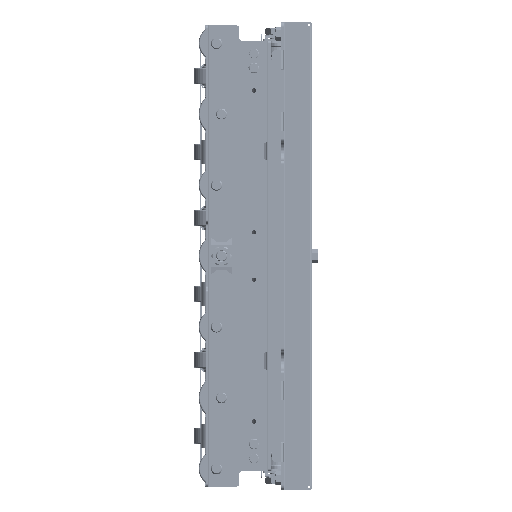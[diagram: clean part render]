
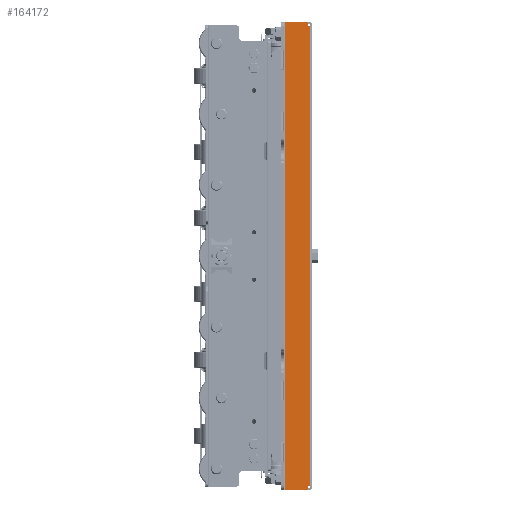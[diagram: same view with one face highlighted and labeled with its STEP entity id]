
A CAD part, left-side view. The second image highlights one B-rep face of the part: STEP entity #164172.
In plain terms, the highlighted planar face has unit normal (-1, 0, 0).
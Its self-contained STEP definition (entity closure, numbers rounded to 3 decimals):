
#7224=LINE('',#264281,#17134);
#7315=LINE('',#264534,#17225);
#7319=LINE('',#264542,#17229);
#7330=LINE('',#264569,#17240);
#7331=LINE('',#264571,#17241);
#7332=LINE('',#264573,#17242);
#7333=LINE('',#264575,#17243);
#7334=LINE('',#264576,#17244);
#17134=VECTOR('',#209772,24.4);
#17225=VECTOR('',#210019,2.3);
#17229=VECTOR('',#210027,4.6);
#17240=VECTOR('',#210052,485.8);
#17241=VECTOR('',#210053,2.3);
#17242=VECTOR('',#210054,4.6);
#17243=VECTOR('',#210055,24.4);
#17244=VECTOR('',#210056,495.);
#24536=PLANE('',#178092);
#36341=FACE_OUTER_BOUND('',#47156,.T.);
#47156=EDGE_LOOP('',(#122923,#122924,#122925,#122926,#122927,#122928,#122929,
#122930));
#74292=VERTEX_POINT('',#264278);
#74293=VERTEX_POINT('',#264280);
#74376=VERTEX_POINT('',#264531);
#74377=VERTEX_POINT('',#264533);
#74388=VERTEX_POINT('',#264568);
#74389=VERTEX_POINT('',#264570);
#74390=VERTEX_POINT('',#264572);
#74391=VERTEX_POINT('',#264574);
#92639=EDGE_CURVE('',#74292,#74293,#7224,.T.);
#92770=EDGE_CURVE('',#74377,#74376,#7315,.T.);
#92775=EDGE_CURVE('',#74292,#74377,#7319,.T.);
#92788=EDGE_CURVE('',#74388,#74376,#7330,.T.);
#92789=EDGE_CURVE('',#74388,#74389,#7331,.T.);
#92790=EDGE_CURVE('',#74389,#74390,#7332,.T.);
#92791=EDGE_CURVE('',#74391,#74390,#7333,.T.);
#92792=EDGE_CURVE('',#74391,#74293,#7334,.T.);
#122923=ORIENTED_EDGE('',*,*,#92775,.T.);
#122924=ORIENTED_EDGE('',*,*,#92770,.T.);
#122925=ORIENTED_EDGE('',*,*,#92788,.F.);
#122926=ORIENTED_EDGE('',*,*,#92789,.T.);
#122927=ORIENTED_EDGE('',*,*,#92790,.T.);
#122928=ORIENTED_EDGE('',*,*,#92791,.F.);
#122929=ORIENTED_EDGE('',*,*,#92792,.T.);
#122930=ORIENTED_EDGE('',*,*,#92639,.F.);
#164172=ADVANCED_FACE('',(#36341),#24536,.T.);
#178092=AXIS2_PLACEMENT_3D('',#264567,#210050,#210051);
#209772=DIRECTION('',(0.,1.,0.));
#210019=DIRECTION('',(0.,-1.,0.));
#210027=DIRECTION('',(0.,0.,1.));
#210050=DIRECTION('center_axis',(-1.,0.,0.));
#210051=DIRECTION('ref_axis',(0.,1.,0.));
#210052=DIRECTION('',(0.,0.,-1.));
#210053=DIRECTION('',(0.,1.,0.));
#210054=DIRECTION('',(0.,0.,1.));
#210055=DIRECTION('',(0.,-1.,0.));
#210056=DIRECTION('',(0.,0.,-1.));
#264278=CARTESIAN_POINT('',(-261.217,-42.778,-247.5));
#264280=CARTESIAN_POINT('',(-261.217,-18.378,-247.5));
#264281=CARTESIAN_POINT('',(-261.217,-18.378,-247.5));
#264531=CARTESIAN_POINT('',(-261.217,-45.078,-242.9));
#264533=CARTESIAN_POINT('',(-261.217,-42.778,-242.9));
#264534=CARTESIAN_POINT('',(-261.217,-44.958,-242.9));
#264542=CARTESIAN_POINT('',(-261.217,-42.778,0.));
#264567=CARTESIAN_POINT('Origin',(-261.217,-45.078,247.5));
#264568=CARTESIAN_POINT('',(-261.217,-45.078,242.9));
#264569=CARTESIAN_POINT('',(-261.217,-45.078,247.5));
#264570=CARTESIAN_POINT('',(-261.217,-42.778,242.9));
#264571=CARTESIAN_POINT('',(-261.217,-44.958,242.9));
#264572=CARTESIAN_POINT('',(-261.217,-42.778,247.5));
#264573=CARTESIAN_POINT('',(-261.217,-42.778,247.5));
#264574=CARTESIAN_POINT('',(-261.217,-18.378,247.5));
#264575=CARTESIAN_POINT('',(-261.217,-18.378,247.5));
#264576=CARTESIAN_POINT('',(-261.217,-18.378,247.5));
